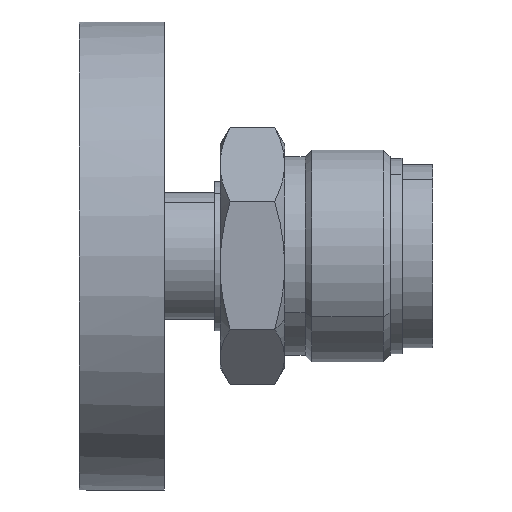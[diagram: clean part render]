
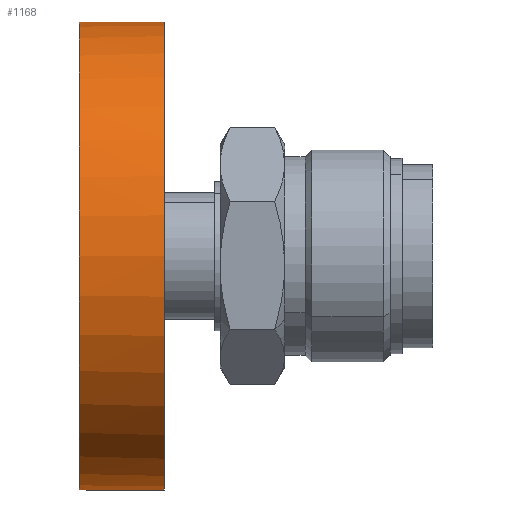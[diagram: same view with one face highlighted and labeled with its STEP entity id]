
A CAD part, left-side view. The second image highlights one B-rep face of the part: STEP entity #1168.
In plain terms, the highlighted cylindrical face has radius 34.95 mm (diameter 69.9 mm), a partial arc.
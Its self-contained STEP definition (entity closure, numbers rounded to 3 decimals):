
#40 = DIRECTION ( 'NONE',  ( 0., 0., 1. ) ) ;
#68 = DIRECTION ( 'NONE',  ( 0., 1., 0. ) ) ;
#101 = CARTESIAN_POINT ( 'NONE',  ( -0.503, -0.874, 34.947 ) ) ;
#105 = CIRCLE ( 'NONE', #1094, 34.95 ) ;
#117 = DIRECTION ( 'NONE',  ( 0., 1., 0. ) ) ;
#147 = LINE ( 'NONE', #387, #2299 ) ;
#204 = EDGE_CURVE ( 'NONE', #1067, #2430, #147, .T. ) ;
#246 = B_SPLINE_CURVE_WITH_KNOTS ( 'NONE', 3,
 ( #1845, #1836, #278, #286, #1089, #1256, #101, #468, #1265, #2439 ),
 .UNSPECIFIED., .F., .F.,
 ( 4, 2, 2, 2, 4 ),
 ( 0., 0., 0.001, 0.001, 0.002 ),
 .UNSPECIFIED. ) ;
#255 = CARTESIAN_POINT ( 'NONE',  ( 0., -12.7, 34.95 ) ) ;
#278 = CARTESIAN_POINT ( 'NONE',  ( -0.974, -0.262, 34.936 ) ) ;
#286 = CARTESIAN_POINT ( 'NONE',  ( -0.874, -0.504, 34.939 ) ) ;
#296 = CARTESIAN_POINT ( 'NONE',  ( -0.974, -0.262, -34.936 ) ) ;
#307 = AXIS2_PLACEMENT_3D ( 'NONE', #2426, #117, #1135 ) ;
#320 = CARTESIAN_POINT ( 'NONE',  ( -0.799, -0.615, -34.941 ) ) ;
#387 = CARTESIAN_POINT ( 'NONE',  ( 0., -12.7, -34.95 ) ) ;
#410 = CARTESIAN_POINT ( 'NONE',  ( -1., 0., -34.936 ) ) ;
#424 = LINE ( 'NONE', #1801, #2481 ) ;
#468 = CARTESIAN_POINT ( 'NONE',  ( -0.262, -0.974, 34.949 ) ) ;
#487 = CARTESIAN_POINT ( 'NONE',  ( -0.13, -1., -34.95 ) ) ;
#521 = EDGE_CURVE ( 'NONE', #1067, #1943, #849, .T. ) ;
#533 = ORIENTED_EDGE ( 'NONE', *, *, #204, .F. ) ;
#540 = AXIS2_PLACEMENT_3D ( 'NONE', #1597, #2395, #40 ) ;
#556 = EDGE_CURVE ( 'NONE', #1943, #2173, #424, .T. ) ;
#581 = EDGE_CURVE ( 'NONE', #1896, #2173, #246, .T. ) ;
#613 = CARTESIAN_POINT ( 'NONE',  ( -1., 0., 34.936 ) ) ;
#665 = EDGE_CURVE ( 'NONE', #1768, #2430, #853, .T. ) ;
#694 = CARTESIAN_POINT ( 'NONE',  ( -0.503, -0.874, -34.947 ) ) ;
#730 = CYLINDRICAL_SURFACE ( 'NONE', #307, 34.95 ) ;
#740 = ORIENTED_EDGE ( 'NONE', *, *, #2462, .F. ) ;
#849 = CIRCLE ( 'NONE', #540, 34.95 ) ;
#853 = B_SPLINE_CURVE_WITH_KNOTS ( 'NONE', 3,
 ( #2412, #2035, #296, #1651, #320, #2044, #694, #2018, #487, #873 ),
 .UNSPECIFIED., .F., .F.,
 ( 4, 2, 2, 2, 4 ),
 ( 0., 0., 0.001, 0.001, 0.002 ),
 .UNSPECIFIED. ) ;
#873 = CARTESIAN_POINT ( 'NONE',  ( 0., -1., -34.95 ) ) ;
#884 = DIRECTION ( 'NONE',  ( 0., 0., 1. ) ) ;
#930 = ORIENTED_EDGE ( 'NONE', *, *, #521, .T. ) ;
#944 = DIRECTION ( 'NONE',  ( 0., 1., 0. ) ) ;
#1011 = CARTESIAN_POINT ( 'NONE',  ( 0., -1., -34.95 ) ) ;
#1067 = VERTEX_POINT ( 'NONE', #2417 ) ;
#1089 = CARTESIAN_POINT ( 'NONE',  ( -0.799, -0.615, 34.941 ) ) ;
#1094 = AXIS2_PLACEMENT_3D ( 'NONE', #1837, #1614, #884 ) ;
#1135 = DIRECTION ( 'NONE',  ( 0., 0., 1. ) ) ;
#1168 = ADVANCED_FACE ( 'NONE', ( #1538 ), #730, .T. ) ;
#1256 = CARTESIAN_POINT ( 'NONE',  ( -0.615, -0.8, 34.945 ) ) ;
#1265 = CARTESIAN_POINT ( 'NONE',  ( -0.13, -1., 34.95 ) ) ;
#1407 = ORIENTED_EDGE ( 'NONE', *, *, #556, .T. ) ;
#1538 = FACE_OUTER_BOUND ( 'NONE', #1886, .T. ) ;
#1597 = CARTESIAN_POINT ( 'NONE',  ( 0., -12.7, 0. ) ) ;
#1614 = DIRECTION ( 'NONE',  ( 0., 1., 0. ) ) ;
#1651 = CARTESIAN_POINT ( 'NONE',  ( -0.874, -0.504, -34.939 ) ) ;
#1740 = ORIENTED_EDGE ( 'NONE', *, *, #581, .F. ) ;
#1768 = VERTEX_POINT ( 'NONE', #410 ) ;
#1801 = CARTESIAN_POINT ( 'NONE',  ( 0., -12.7, 34.95 ) ) ;
#1836 = CARTESIAN_POINT ( 'NONE',  ( -1., -0.132, 34.936 ) ) ;
#1837 = CARTESIAN_POINT ( 'NONE',  ( 0., 0., 0. ) ) ;
#1845 = CARTESIAN_POINT ( 'NONE',  ( -1., 0., 34.936 ) ) ;
#1886 = EDGE_LOOP ( 'NONE', ( #533, #930, #1407, #1740, #740, #2065 ) ) ;
#1896 = VERTEX_POINT ( 'NONE', #613 ) ;
#1943 = VERTEX_POINT ( 'NONE', #255 ) ;
#2018 = CARTESIAN_POINT ( 'NONE',  ( -0.262, -0.974, -34.949 ) ) ;
#2035 = CARTESIAN_POINT ( 'NONE',  ( -1., -0.132, -34.936 ) ) ;
#2044 = CARTESIAN_POINT ( 'NONE',  ( -0.615, -0.8, -34.945 ) ) ;
#2065 = ORIENTED_EDGE ( 'NONE', *, *, #665, .T. ) ;
#2173 = VERTEX_POINT ( 'NONE', #2289 ) ;
#2289 = CARTESIAN_POINT ( 'NONE',  ( 0., -1., 34.95 ) ) ;
#2299 = VECTOR ( 'NONE', #944, 1000. ) ;
#2395 = DIRECTION ( 'NONE',  ( 0., 1., 0. ) ) ;
#2412 = CARTESIAN_POINT ( 'NONE',  ( -1., 0., -34.936 ) ) ;
#2417 = CARTESIAN_POINT ( 'NONE',  ( 0., -12.7, -34.95 ) ) ;
#2426 = CARTESIAN_POINT ( 'NONE',  ( 0., -12.7, 0. ) ) ;
#2430 = VERTEX_POINT ( 'NONE', #1011 ) ;
#2439 = CARTESIAN_POINT ( 'NONE',  ( 0., -1., 34.95 ) ) ;
#2462 = EDGE_CURVE ( 'NONE', #1768, #1896, #105, .T. ) ;
#2481 = VECTOR ( 'NONE', #68, 1000. ) ;
